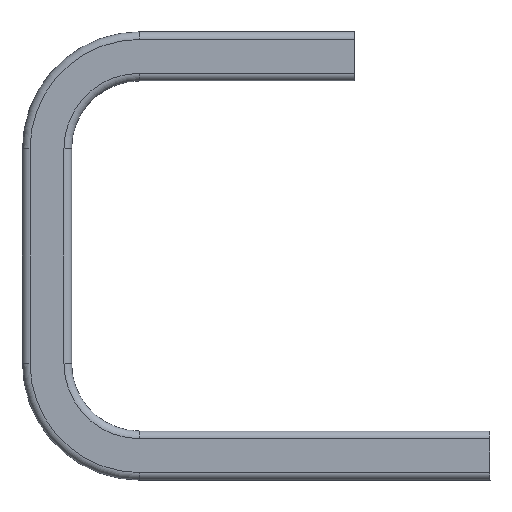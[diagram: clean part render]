
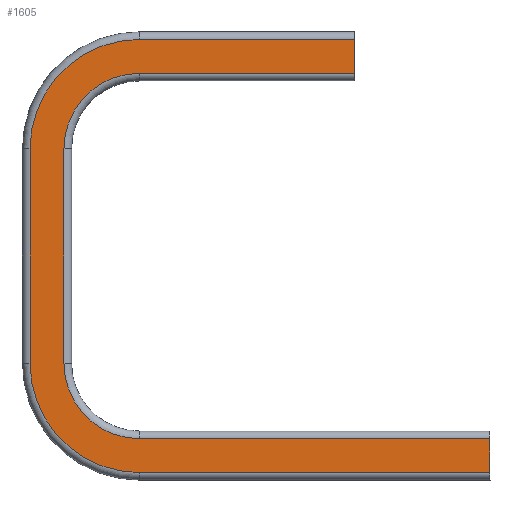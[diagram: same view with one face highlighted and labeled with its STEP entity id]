
A CAD part, left-side view. The second image highlights one B-rep face of the part: STEP entity #1605.
In plain terms, the highlighted planar face has unit normal (-1, 0, 0).
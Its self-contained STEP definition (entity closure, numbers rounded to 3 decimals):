
#141=FACE_OUTER_BOUND('',#225,.T.);
#225=EDGE_LOOP('',(#1419,#1420,#1421,#1422,#1423,#1424,#1425,#1426,#1427,
#1428,#1429,#1430));
#266=LINE('',#2455,#418);
#279=LINE('',#2483,#431);
#282=LINE('',#2498,#434);
#284=LINE('',#2510,#436);
#304=LINE('',#2554,#456);
#320=LINE('',#2609,#472);
#321=LINE('',#2617,#473);
#322=LINE('',#2623,#474);
#418=VECTOR('',#1945,1.);
#431=VECTOR('',#1962,1.);
#434=VECTOR('',#1979,1.);
#436=VECTOR('',#1993,1.);
#456=VECTOR('',#2029,1.);
#472=VECTOR('',#2091,1.);
#473=VECTOR('',#2102,1.);
#474=VECTOR('',#2111,1.);
#571=CIRCLE('',#1696,32.25);
#575=CIRCLE('',#1702,32.25);
#593=CIRCLE('',#1738,46.75);
#596=CIRCLE('',#1743,46.75);
#680=VERTEX_POINT('',#2452);
#681=VERTEX_POINT('',#2454);
#694=VERTEX_POINT('',#2482);
#696=VERTEX_POINT('',#2488);
#698=VERTEX_POINT('',#2494);
#700=VERTEX_POINT('',#2500);
#702=VERTEX_POINT('',#2506);
#719=VERTEX_POINT('',#2553);
#735=VERTEX_POINT('',#2607);
#736=VERTEX_POINT('',#2611);
#737=VERTEX_POINT('',#2615);
#738=VERTEX_POINT('',#2619);
#866=EDGE_CURVE('',#680,#681,#266,.T.);
#880=EDGE_CURVE('',#681,#694,#279,.T.);
#885=EDGE_CURVE('',#694,#696,#571,.T.);
#888=EDGE_CURVE('',#696,#698,#282,.T.);
#891=EDGE_CURVE('',#698,#700,#575,.T.);
#894=EDGE_CURVE('',#700,#702,#284,.T.);
#916=EDGE_CURVE('',#719,#702,#304,.T.);
#945=EDGE_CURVE('',#735,#680,#320,.T.);
#947=EDGE_CURVE('',#736,#735,#593,.T.);
#949=EDGE_CURVE('',#737,#736,#321,.T.);
#951=EDGE_CURVE('',#738,#737,#596,.T.);
#952=EDGE_CURVE('',#719,#738,#322,.T.);
#1419=ORIENTED_EDGE('',*,*,#880,.F.);
#1420=ORIENTED_EDGE('',*,*,#866,.F.);
#1421=ORIENTED_EDGE('',*,*,#945,.F.);
#1422=ORIENTED_EDGE('',*,*,#947,.F.);
#1423=ORIENTED_EDGE('',*,*,#949,.F.);
#1424=ORIENTED_EDGE('',*,*,#951,.F.);
#1425=ORIENTED_EDGE('',*,*,#952,.F.);
#1426=ORIENTED_EDGE('',*,*,#916,.T.);
#1427=ORIENTED_EDGE('',*,*,#894,.F.);
#1428=ORIENTED_EDGE('',*,*,#891,.F.);
#1429=ORIENTED_EDGE('',*,*,#888,.F.);
#1430=ORIENTED_EDGE('',*,*,#885,.F.);
#1521=PLANE('',#1796);
#1605=ADVANCED_FACE('',(#141),#1521,.T.);
#1696=AXIS2_PLACEMENT_3D('',#2492,#1972,#1973);
#1702=AXIS2_PLACEMENT_3D('',#2504,#1986,#1987);
#1738=AXIS2_PLACEMENT_3D('',#2613,#2096,#2097);
#1743=AXIS2_PLACEMENT_3D('',#2621,#2107,#2108);
#1796=AXIS2_PLACEMENT_3D('',#2765,#2264,#2265);
#1945=DIRECTION('',(0.,0.,-1.));
#1962=DIRECTION('',(0.,1.,0.));
#1972=DIRECTION('center_axis',(-1.,0.,0.));
#1973=DIRECTION('ref_axis',(0.,0.707,0.707));
#1979=DIRECTION('',(0.,0.,-1.));
#1986=DIRECTION('center_axis',(-1.,0.,0.));
#1987=DIRECTION('ref_axis',(0.,0.707,-0.707));
#1993=DIRECTION('',(0.,-1.,0.));
#2029=DIRECTION('',(0.,0.,1.));
#2091=DIRECTION('',(0.,-1.,0.));
#2096=DIRECTION('center_axis',(1.,0.,0.));
#2097=DIRECTION('ref_axis',(0.,0.707,0.707));
#2102=DIRECTION('',(0.,0.,1.));
#2107=DIRECTION('center_axis',(1.,0.,0.));
#2108=DIRECTION('ref_axis',(0.,0.707,-0.707));
#2111=DIRECTION('',(0.,1.,0.));
#2264=DIRECTION('center_axis',(-1.,0.,0.));
#2265=DIRECTION('ref_axis',(0.,0.,1.));
#2452=CARTESIAN_POINT('',(24.823,79.252,194.294));
#2454=CARTESIAN_POINT('',(24.823,79.252,179.794));
#2455=CARTESIAN_POINT('',(24.823,79.252,197.544));
#2482=CARTESIAN_POINT('',(24.823,171.252,179.794));
#2483=CARTESIAN_POINT('',(24.823,96.252,179.794));
#2488=CARTESIAN_POINT('',(24.823,203.502,147.544));
#2492=CARTESIAN_POINT('Origin',(24.823,171.252,147.544));
#2494=CARTESIAN_POINT('',(24.823,203.502,55.767));
#2498=CARTESIAN_POINT('',(24.823,203.502,30.767));
#2500=CARTESIAN_POINT('',(24.823,171.252,23.517));
#2504=CARTESIAN_POINT('Origin',(24.823,171.252,55.767));
#2506=CARTESIAN_POINT('',(24.823,21.252,23.517));
#2510=CARTESIAN_POINT('',(24.823,21.252,23.517));
#2553=CARTESIAN_POINT('',(24.823,21.252,9.017));
#2554=CARTESIAN_POINT('',(24.823,21.252,5.767));
#2607=CARTESIAN_POINT('',(24.823,171.252,194.294));
#2609=CARTESIAN_POINT('',(24.823,96.252,194.294));
#2611=CARTESIAN_POINT('',(24.823,218.002,147.544));
#2613=CARTESIAN_POINT('Origin',(24.823,171.252,147.544));
#2615=CARTESIAN_POINT('',(24.823,218.002,55.767));
#2617=CARTESIAN_POINT('',(24.823,218.002,30.767));
#2619=CARTESIAN_POINT('',(24.823,171.252,9.017));
#2621=CARTESIAN_POINT('Origin',(24.823,171.252,55.767));
#2623=CARTESIAN_POINT('',(24.823,21.252,9.017));
#2765=CARTESIAN_POINT('Origin',(24.823,21.252,5.767));
